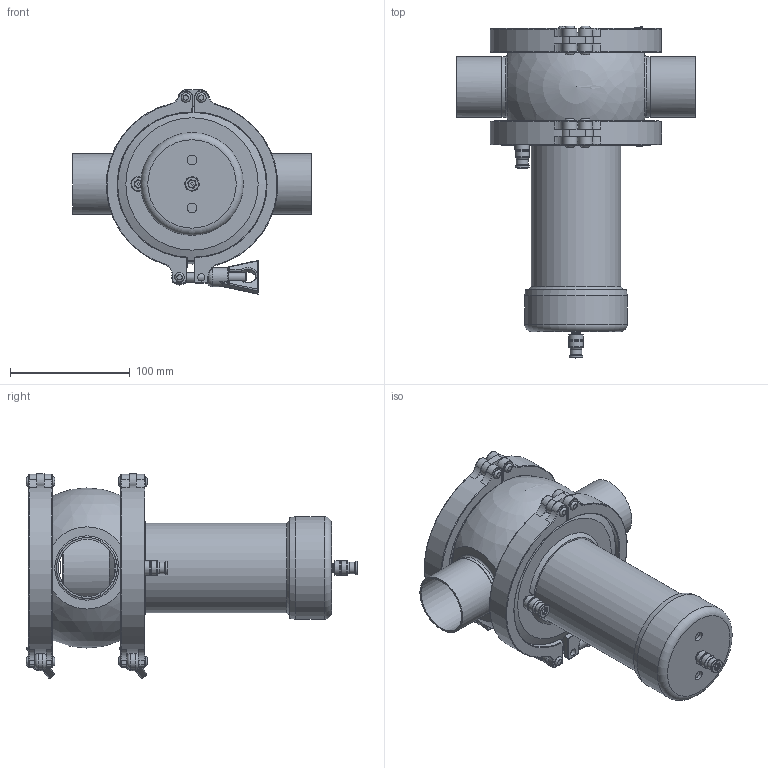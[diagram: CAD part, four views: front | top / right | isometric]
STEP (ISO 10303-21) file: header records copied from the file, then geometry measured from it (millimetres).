
FILE_DESCRIPTION(/* description */ (''),/* implementation_level */ '2;1');
FILE_NAME(/* name */ 'E0020040 B.stp',/* time_stamp */ '2019-05-22T13:48:29+02:00',/* author */ ('cr'),/* organization */ (''),/* preprocessor_version */ 'ST-DEVELOPER v17.2',/* originating_system */ 'Autodesk Inventor 2019',/* authorisation */ '');
FILE_SCHEMA (('AUTOMOTIVE_DESIGN { 1 0 10303 214 3 1 1 }'));
Length unit declared in the file: millimetre
Products named in the file (1): Part2
Bounding box: 200 x 277.7 x 171.05 mm (x, y, z)
Volume: 1014905.2 mm3; surface area: 341229.2 mm2
Topology: 1 solids, 14 shells, 774 faces, 2266 edges, 1496 vertices
Faces by surface type: cylinder 288, plane 225, torus 156, cone 65, bspline 34, sphere 6
Full cylindrical faces by diameter (mm): 0.1 x4, 2 x1, 4.134 x2, 4.2 x2, 6 x10, 6.1 x14, 7.692 x4, 8 x18, 9.8 x2, 11.5 x2, 12 x4, 12.1 x2, 16 x2, 33 x1, 47.8 x2, 50.8 x4, 63 x3, 65.4 x1, 70 x1, 73 x2, 74.4 x2, 74.6 x2, 75 x1, 80 x2, 80.5 x1, 86 x1, 106.6 x2, 107.4 x2, 109.7 x2, 115 x2
Entity records: 29587 total; most frequent: CARTESIAN_POINT 7521, DIRECTION 4692, ORIENTED_EDGE 4514, EDGE_CURVE 2257, AXIS2_PLACEMENT_3D 1995, VERTEX_POINT 1496, CIRCLE 1222, EDGE_LOOP 873
